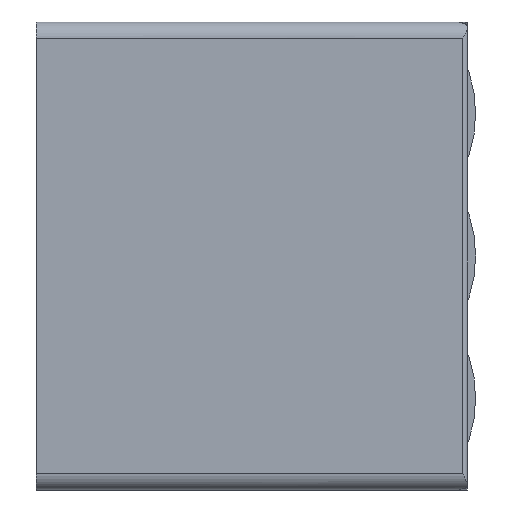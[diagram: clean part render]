
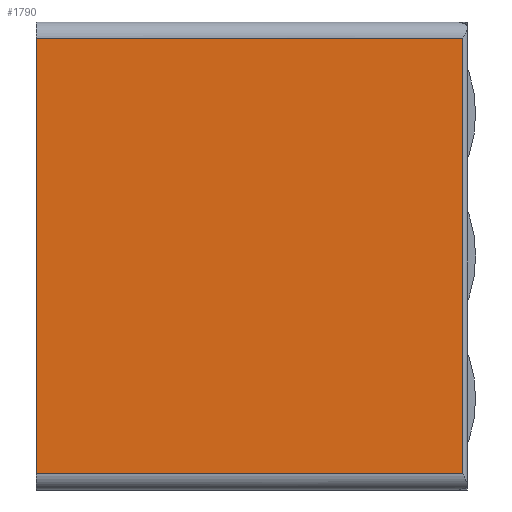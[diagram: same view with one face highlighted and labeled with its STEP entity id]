
A CAD part, front view. The second image highlights one B-rep face of the part: STEP entity #1790.
In plain terms, the highlighted planar face has unit normal (0, -1, 0).
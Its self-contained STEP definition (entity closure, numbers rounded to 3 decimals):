
#1751=CARTESIAN_POINT('',(0.,0.,22.7));
#1752=DIRECTION('',(0.,1.,0.));
#1753=DIRECTION('',(0.,0.,1.));
#1754=AXIS2_PLACEMENT_3D('',#1751,#1752,#1753);
#1755=PLANE('',#1754);
#1756=CARTESIAN_POINT('',(0.,-0.,21.9));
#1757=VERTEX_POINT('',#1756);
#1758=CARTESIAN_POINT('',(0.,0.,0.8));
#1759=VERTEX_POINT('',#1758);
#1760=CARTESIAN_POINT('',(0.,-0.,21.9));
#1761=DIRECTION('',(0.,0.,-1.));
#1762=VECTOR('',#1761,21.1);
#1763=LINE('',#1760,#1762);
#1764=EDGE_CURVE('',#1757,#1759,#1763,.T.);
#1765=ORIENTED_EDGE('',*,*,#1764,.T.);
#1766=CARTESIAN_POINT('',(20.67,0.,0.8));
#1767=VERTEX_POINT('',#1766);
#1768=CARTESIAN_POINT('',(20.67,0.,0.8));
#1769=DIRECTION('',(-1.,0.,0.));
#1770=VECTOR('',#1769,20.67);
#1771=LINE('',#1768,#1770);
#1772=EDGE_CURVE('',#1767,#1759,#1771,.T.);
#1773=ORIENTED_EDGE('',*,*,#1772,.F.);
#1774=CARTESIAN_POINT('',(20.67,-0.,21.9));
#1775=VERTEX_POINT('',#1774);
#1776=CARTESIAN_POINT('',(20.67,-0.,21.9));
#1777=DIRECTION('',(0.,0.,-1.));
#1778=VECTOR('',#1777,21.1);
#1779=LINE('',#1776,#1778);
#1780=EDGE_CURVE('',#1775,#1767,#1779,.T.);
#1781=ORIENTED_EDGE('',*,*,#1780,.F.);
#1782=CARTESIAN_POINT('',(20.67,-0.,21.9));
#1783=DIRECTION('',(-1.,0.,0.));
#1784=VECTOR('',#1783,20.67);
#1785=LINE('',#1782,#1784);
#1786=EDGE_CURVE('',#1775,#1757,#1785,.T.);
#1787=ORIENTED_EDGE('',*,*,#1786,.T.);
#1788=EDGE_LOOP('',(#1765,#1773,#1781,#1787));
#1789=FACE_BOUND('',#1788,.T.);
#1790=ADVANCED_FACE('',(#1789),#1755,.F.);
